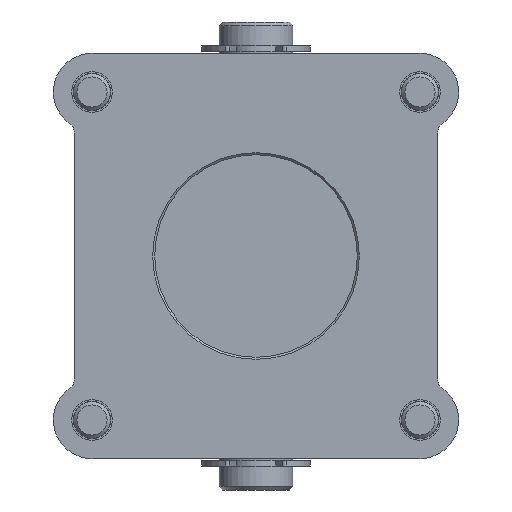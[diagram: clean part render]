
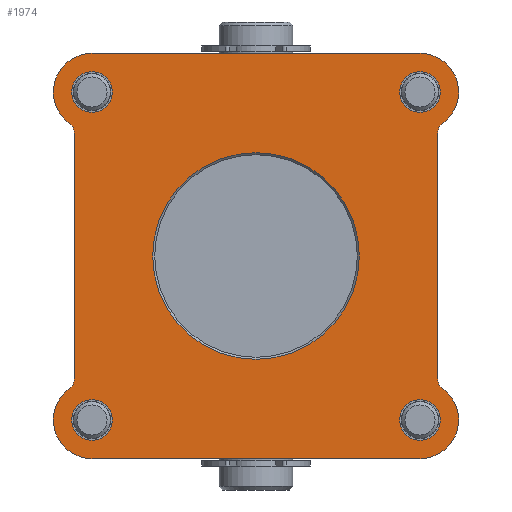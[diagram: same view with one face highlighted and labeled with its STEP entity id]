
A CAD part, front view. The second image highlights one B-rep face of the part: STEP entity #1974.
In plain terms, the highlighted planar face has unit normal (0, -1, 0).
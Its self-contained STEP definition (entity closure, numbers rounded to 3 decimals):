
#145=LINE('',#3109,#275);
#152=LINE('',#3133,#282);
#165=LINE('',#3173,#295);
#173=LINE('',#3199,#303);
#275=VECTOR('',#2426,1000.);
#282=VECTOR('',#2449,1000.);
#295=VECTOR('',#2482,1000.);
#303=VECTOR('',#2506,1000.);
#485=ORIENTED_EDGE('',*,*,#1019,.F.);
#486=ORIENTED_EDGE('',*,*,#1016,.T.);
#487=ORIENTED_EDGE('',*,*,#1014,.T.);
#488=ORIENTED_EDGE('',*,*,#1012,.T.);
#489=ORIENTED_EDGE('',*,*,#1010,.T.);
#490=ORIENTED_EDGE('',*,*,#954,.F.);
#491=ORIENTED_EDGE('',*,*,#1017,.F.);
#492=ORIENTED_EDGE('',*,*,#1006,.T.);
#493=ORIENTED_EDGE('',*,*,#999,.F.);
#494=ORIENTED_EDGE('',*,*,#996,.T.);
#495=ORIENTED_EDGE('',*,*,#993,.F.);
#496=ORIENTED_EDGE('',*,*,#986,.F.);
#497=ORIENTED_EDGE('',*,*,#976,.F.);
#498=ORIENTED_EDGE('',*,*,#973,.T.);
#499=ORIENTED_EDGE('',*,*,#966,.F.);
#500=ORIENTED_EDGE('',*,*,#963,.T.);
#501=ORIENTED_EDGE('',*,*,#960,.F.);
#954=EDGE_CURVE('',#1227,#1228,#145,.T.);
#960=EDGE_CURVE('',#1228,#1233,#1414,.T.);
#963=EDGE_CURVE('',#1235,#1233,#1416,.T.);
#966=EDGE_CURVE('',#1235,#1237,#152,.T.);
#973=EDGE_CURVE('',#1243,#1237,#1418,.T.);
#976=EDGE_CURVE('',#1243,#1245,#1420,.T.);
#986=EDGE_CURVE('',#1245,#1254,#165,.T.);
#993=EDGE_CURVE('',#1254,#1260,#1426,.T.);
#996=EDGE_CURVE('',#1262,#1260,#1428,.T.);
#999=EDGE_CURVE('',#1262,#1264,#173,.T.);
#1006=EDGE_CURVE('',#1270,#1264,#1430,.T.);
#1010=EDGE_CURVE('',#1273,#1273,#1433,.T.);
#1012=EDGE_CURVE('',#1275,#1275,#1435,.T.);
#1014=EDGE_CURVE('',#1277,#1277,#1437,.T.);
#1016=EDGE_CURVE('',#1279,#1279,#1439,.T.);
#1017=EDGE_CURVE('',#1270,#1227,#1440,.T.);
#1019=EDGE_CURVE('',#1280,#1280,#1442,.T.);
#1227=VERTEX_POINT('',#3108);
#1228=VERTEX_POINT('',#3110);
#1233=VERTEX_POINT('',#3122);
#1235=VERTEX_POINT('',#3128);
#1237=VERTEX_POINT('',#3134);
#1243=VERTEX_POINT('',#3148);
#1245=VERTEX_POINT('',#3154);
#1254=VERTEX_POINT('',#3174);
#1260=VERTEX_POINT('',#3188);
#1262=VERTEX_POINT('',#3194);
#1264=VERTEX_POINT('',#3200);
#1270=VERTEX_POINT('',#3214);
#1273=VERTEX_POINT('',#3222);
#1275=VERTEX_POINT('',#3227);
#1277=VERTEX_POINT('',#3232);
#1279=VERTEX_POINT('',#3237);
#1280=VERTEX_POINT('',#3243);
#1414=CIRCLE('',#2143,10.5);
#1416=CIRCLE('',#2146,3.3);
#1418=CIRCLE('',#2150,3.3);
#1420=CIRCLE('',#2153,10.5);
#1426=CIRCLE('',#2161,10.5);
#1428=CIRCLE('',#2164,3.3);
#1430=CIRCLE('',#2168,3.3);
#1433=CIRCLE('',#2172,5.5);
#1435=CIRCLE('',#2175,5.5);
#1437=CIRCLE('',#2178,5.5);
#1439=CIRCLE('',#2181,5.5);
#1440=CIRCLE('',#2183,10.5);
#1442=CIRCLE('',#2186,28.05);
#1569=EDGE_LOOP('',(#485));
#1570=EDGE_LOOP('',(#486));
#1571=EDGE_LOOP('',(#487));
#1572=EDGE_LOOP('',(#488));
#1573=EDGE_LOOP('',(#489));
#1574=EDGE_LOOP('',(#490,#491,#492,#493,#494,#495,#496,#497,#498,#499,#500,
#501));
#1747=FACE_BOUND('',#1569,.T.);
#1748=FACE_BOUND('',#1570,.T.);
#1749=FACE_BOUND('',#1571,.T.);
#1750=FACE_BOUND('',#1572,.T.);
#1751=FACE_BOUND('',#1573,.T.);
#1752=FACE_BOUND('',#1574,.T.);
#1908=PLANE('',#2185);
#1974=ADVANCED_FACE('',(#1747,#1748,#1749,#1750,#1751,#1752),#1908,.F.);
#2143=AXIS2_PLACEMENT_3D('',#3121,#2435,#2436);
#2146=AXIS2_PLACEMENT_3D('',#3127,#2442,#2443);
#2150=AXIS2_PLACEMENT_3D('',#3147,#2458,#2459);
#2153=AXIS2_PLACEMENT_3D('',#3153,#2465,#2466);
#2161=AXIS2_PLACEMENT_3D('',#3187,#2492,#2493);
#2164=AXIS2_PLACEMENT_3D('',#3193,#2499,#2500);
#2168=AXIS2_PLACEMENT_3D('',#3213,#2515,#2516);
#2172=AXIS2_PLACEMENT_3D('',#3221,#2524,#2525);
#2175=AXIS2_PLACEMENT_3D('',#3226,#2530,#2531);
#2178=AXIS2_PLACEMENT_3D('',#3231,#2536,#2537);
#2181=AXIS2_PLACEMENT_3D('',#3236,#2542,#2543);
#2183=AXIS2_PLACEMENT_3D('',#3239,#2546,#2547);
#2185=AXIS2_PLACEMENT_3D('',#3241,#2550,#2551);
#2186=AXIS2_PLACEMENT_3D('',#3242,#2552,#2553);
#2426=DIRECTION('',(-1.,0.,0.));
#2435=DIRECTION('',(0.,1.,0.));
#2436=DIRECTION('',(1.,0.,0.));
#2442=DIRECTION('',(0.,1.,0.));
#2443=DIRECTION('',(1.,0.,0.));
#2449=DIRECTION('',(0.,0.,1.));
#2458=DIRECTION('',(0.,1.,0.));
#2459=DIRECTION('',(1.,0.,0.));
#2465=DIRECTION('',(0.,1.,0.));
#2466=DIRECTION('',(1.,0.,0.));
#2482=DIRECTION('',(1.,0.,0.));
#2492=DIRECTION('',(0.,1.,0.));
#2493=DIRECTION('',(1.,0.,0.));
#2499=DIRECTION('',(0.,1.,0.));
#2500=DIRECTION('',(1.,0.,0.));
#2506=DIRECTION('',(0.,0.,-1.));
#2515=DIRECTION('',(0.,1.,0.));
#2516=DIRECTION('',(1.,0.,0.));
#2524=DIRECTION('',(0.,1.,0.));
#2525=DIRECTION('',(1.,0.,0.));
#2530=DIRECTION('',(0.,1.,0.));
#2531=DIRECTION('',(1.,0.,0.));
#2536=DIRECTION('',(0.,1.,0.));
#2537=DIRECTION('',(1.,0.,0.));
#2542=DIRECTION('',(0.,1.,0.));
#2543=DIRECTION('',(1.,0.,0.));
#2546=DIRECTION('',(0.,1.,0.));
#2547=DIRECTION('',(1.,0.,0.));
#2550=DIRECTION('',(0.,1.,0.));
#2551=DIRECTION('',(0.,0.,1.));
#2552=DIRECTION('',(0.,-1.,0.));
#2553=DIRECTION('',(0.,0.,-1.));
#3108=CARTESIAN_POINT('',(44.5,0.,-55.));
#3109=CARTESIAN_POINT('',(44.5,0.,-55.));
#3110=CARTESIAN_POINT('',(-44.5,0.,-55.));
#3121=CARTESIAN_POINT('',(-44.5,0.,-44.5));
#3122=CARTESIAN_POINT('',(-50.634,0.,-35.978));
#3127=CARTESIAN_POINT('',(-52.562,0.,-33.299));
#3128=CARTESIAN_POINT('',(-49.262,0.,-33.299));
#3133=CARTESIAN_POINT('',(-49.262,0.,-33.299));
#3134=CARTESIAN_POINT('',(-49.262,0.,33.299));
#3147=CARTESIAN_POINT('',(-52.562,0.,33.299));
#3148=CARTESIAN_POINT('',(-50.634,0.,35.978));
#3153=CARTESIAN_POINT('',(-44.5,0.,44.5));
#3154=CARTESIAN_POINT('',(-44.5,0.,55.));
#3173=CARTESIAN_POINT('',(-44.5,0.,55.));
#3174=CARTESIAN_POINT('',(44.5,0.,55.));
#3187=CARTESIAN_POINT('',(44.5,0.,44.5));
#3188=CARTESIAN_POINT('',(50.634,0.,35.978));
#3193=CARTESIAN_POINT('',(52.562,0.,33.299));
#3194=CARTESIAN_POINT('',(49.262,0.,33.299));
#3199=CARTESIAN_POINT('',(49.262,0.,33.299));
#3200=CARTESIAN_POINT('',(49.262,0.,-33.299));
#3213=CARTESIAN_POINT('',(52.562,0.,-33.299));
#3214=CARTESIAN_POINT('',(50.634,0.,-35.978));
#3221=CARTESIAN_POINT('',(44.5,0.,-44.5));
#3222=CARTESIAN_POINT('',(50.,0.,-44.5));
#3226=CARTESIAN_POINT('',(44.5,0.,44.5));
#3227=CARTESIAN_POINT('',(50.,0.,44.5));
#3231=CARTESIAN_POINT('',(-44.5,0.,-44.5));
#3232=CARTESIAN_POINT('',(-39.,0.,-44.5));
#3236=CARTESIAN_POINT('',(-44.5,0.,44.5));
#3237=CARTESIAN_POINT('',(-39.,0.,44.5));
#3239=CARTESIAN_POINT('',(44.5,0.,-44.5));
#3241=CARTESIAN_POINT('',(-44.5,0.,-44.5));
#3242=CARTESIAN_POINT('',(0.,0.,0.));
#3243=CARTESIAN_POINT('',(0.,0.,-28.05));
